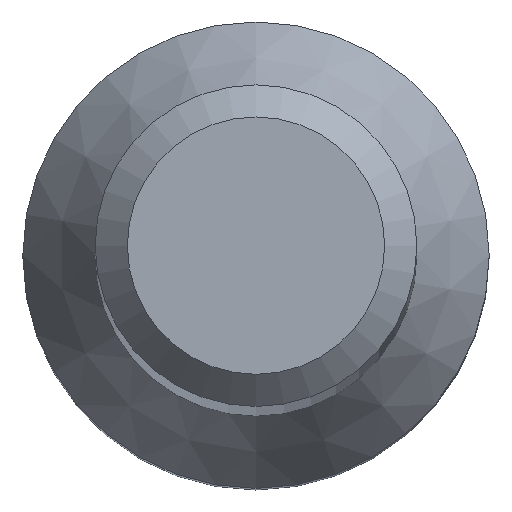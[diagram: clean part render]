
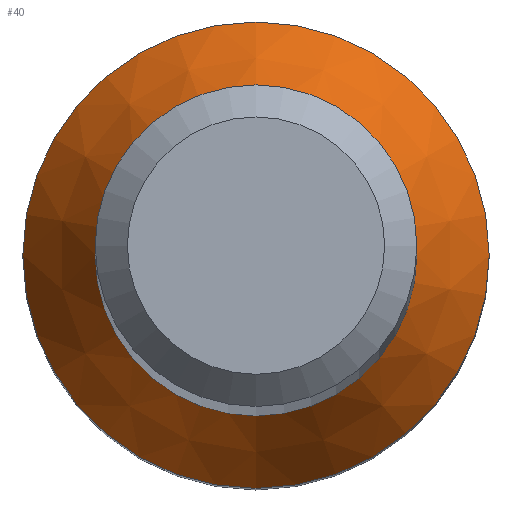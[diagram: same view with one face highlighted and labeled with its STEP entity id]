
A CAD part, top view. The second image highlights one B-rep face of the part: STEP entity #40.
In plain terms, the highlighted conical face has half-angle 30 degrees and reference radius 2.9 mm.
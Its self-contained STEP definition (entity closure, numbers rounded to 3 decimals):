
#1 = CARTESIAN_POINT ( 'NONE',  ( 0., 2.9, 12. ) ) ;
#2 = AXIS2_PLACEMENT_3D ( 'NONE', #200, #10, #233 ) ;
#10 = DIRECTION ( 'NONE',  ( 0., 0., -1. ) ) ;
#15 = FACE_BOUND ( 'NONE', #116, .T. ) ;
#28 = EDGE_LOOP ( 'NONE', ( #97 ) ) ;
#40 = ADVANCED_FACE ( 'NONE', ( #15, #89 ), #55, .T. ) ;
#55 = CONICAL_SURFACE ( 'NONE', #208, 2.9, 0.524 ) ;
#70 = DIRECTION ( 'NONE',  ( 0., 1., 0. ) ) ;
#77 = EDGE_CURVE ( 'NONE', #202, #202, #184, .T. ) ;
#87 = CARTESIAN_POINT ( 'NONE',  ( 0., 2., 13.559 ) ) ;
#89 = FACE_OUTER_BOUND ( 'NONE', #28, .T. ) ;
#97 = ORIENTED_EDGE ( 'NONE', *, *, #77, .F. ) ;
#111 = CIRCLE ( 'NONE', #2, 2. ) ;
#115 = DIRECTION ( 'NONE',  ( 0., 1., 0. ) ) ;
#116 = EDGE_LOOP ( 'NONE', ( #178 ) ) ;
#136 = CARTESIAN_POINT ( 'NONE',  ( 0., 0., 12. ) ) ;
#174 = DIRECTION ( 'NONE',  ( 0., 0., -1. ) ) ;
#178 = ORIENTED_EDGE ( 'NONE', *, *, #191, .T. ) ;
#184 = CIRCLE ( 'NONE', #221, 2.9 ) ;
#191 = EDGE_CURVE ( 'NONE', #223, #223, #111, .T. ) ;
#195 = CARTESIAN_POINT ( 'NONE',  ( 0., 0., 12. ) ) ;
#200 = CARTESIAN_POINT ( 'NONE',  ( 0., 0., 13.559 ) ) ;
#202 = VERTEX_POINT ( 'NONE', #1 ) ;
#208 = AXIS2_PLACEMENT_3D ( 'NONE', #195, #241, #70 ) ;
#221 = AXIS2_PLACEMENT_3D ( 'NONE', #136, #174, #115 ) ;
#223 = VERTEX_POINT ( 'NONE', #87 ) ;
#233 = DIRECTION ( 'NONE',  ( 0., 1., 0. ) ) ;
#241 = DIRECTION ( 'NONE',  ( 0., 0., -1. ) ) ;
